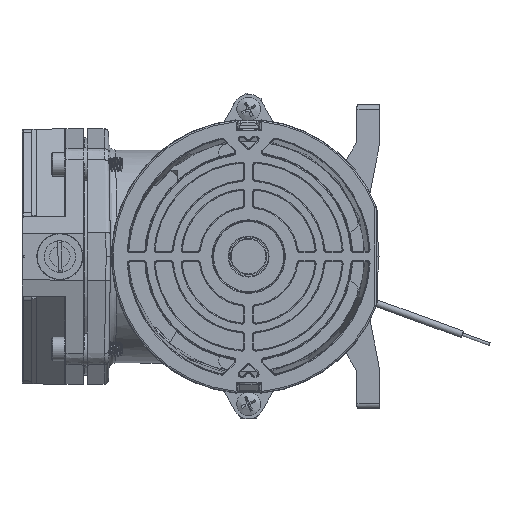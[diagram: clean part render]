
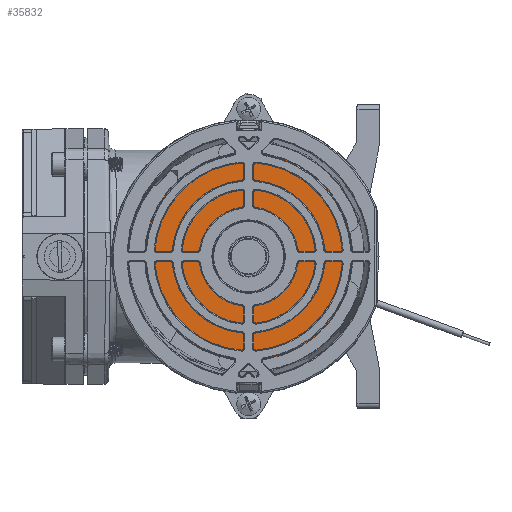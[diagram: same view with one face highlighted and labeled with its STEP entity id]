
A CAD part, left-side view. The second image highlights one B-rep face of the part: STEP entity #35832.
In plain terms, the highlighted face is planar.
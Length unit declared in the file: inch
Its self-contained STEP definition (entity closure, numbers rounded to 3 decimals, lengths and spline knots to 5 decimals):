
#1880 = CIRCLE ( 'NONE', #29118, 1.37392 ) ;
#4736 = CARTESIAN_POINT ( 'NONE',  ( 0., 0., -3.583 ) ) ;
#12299 = EDGE_CURVE ( 'NONE', #15778, #15778, #1880, .T. ) ;
#15778 = VERTEX_POINT ( 'NONE', #31539 ) ;
#16574 = CARTESIAN_POINT ( 'NONE',  ( 0., 0., -3.583 ) ) ;
#23807 = PLANE ( 'NONE',  #24441 ) ;
#24315 = DIRECTION ( 'NONE',  ( 0., 1., 0. ) ) ;
#24441 = AXIS2_PLACEMENT_3D ( 'NONE', #16574, #28460, #24315 ) ;
#28460 = DIRECTION ( 'NONE',  ( 0., 0., -1. ) ) ;
#29118 = AXIS2_PLACEMENT_3D ( 'NONE', #4736, #35491, #47899 ) ;
#31539 = CARTESIAN_POINT ( 'NONE',  ( 0., 1.37392, -3.583 ) ) ;
#32298 = ORIENTED_EDGE ( 'NONE', *, *, #12299, .F. ) ;
#35491 = DIRECTION ( 'NONE',  ( 0., 0., -1. ) ) ;
#35832 = ADVANCED_FACE ( 'NONE', ( #39843 ), #23807, .F. ) ;
#36621 = EDGE_LOOP ( 'NONE', ( #32298 ) ) ;
#39843 = FACE_OUTER_BOUND ( 'NONE', #36621, .T. ) ;
#47899 = DIRECTION ( 'NONE',  ( 0., 1., 0. ) ) ;
